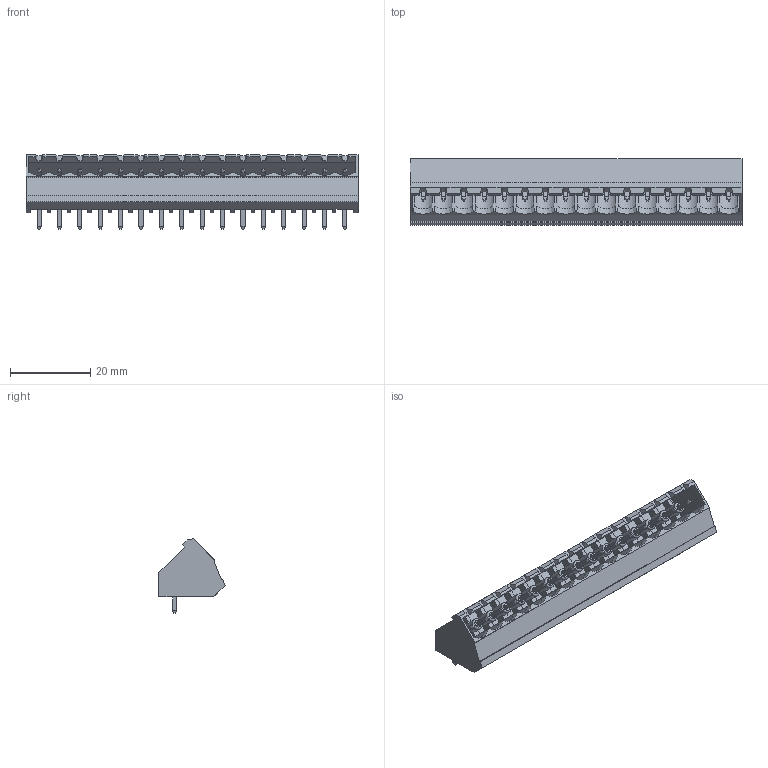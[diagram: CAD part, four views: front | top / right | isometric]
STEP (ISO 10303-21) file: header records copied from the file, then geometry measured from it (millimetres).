
FILE_DESCRIPTION( ( 'Unknown' ), '1' );
FILE_NAME( '691314520116.stp', 'Unknown', ( 'Unknown' ), ( 'Unknown' ), 'PSStep 15.0.49', 'Unknown', ' ' );
FILE_SCHEMA( ( 'AUTOMOTIVE_DESIGN { 1 0 10303 214 1 1 1 1 }' ) );
Length unit declared in the file: millimetre
Products named in the file (3): Assem1; 6913145201xx_PIN; 691314520116
Assembly tree (17 placements, depth 2):
  Assem1
    6913145201xx_PIN  x16
    691314520116
Bounding box: 82.68 x 16.5 x 18.6 mm (x, y, z)
Volume: 5101.3 mm3; surface area: 11434.4 mm2
Topology: 17 solids, 17 shells, 938 faces, 2548 edges, 1628 vertices
Faces by surface type: plane 874, cylinder 32, cone 16, torus 16
Full cylindrical faces by diameter (mm): 2.75 x16
Entity records: 28372 total; most frequent: CARTESIAN_POINT 4258, ORIENTED_EDGE 3980, DIRECTION 3598, EDGE_CURVE 1990, LINE 1718, VECTOR 1718, VERTEX_POINT 1312, AXIS2_PLACEMENT_3D 940
